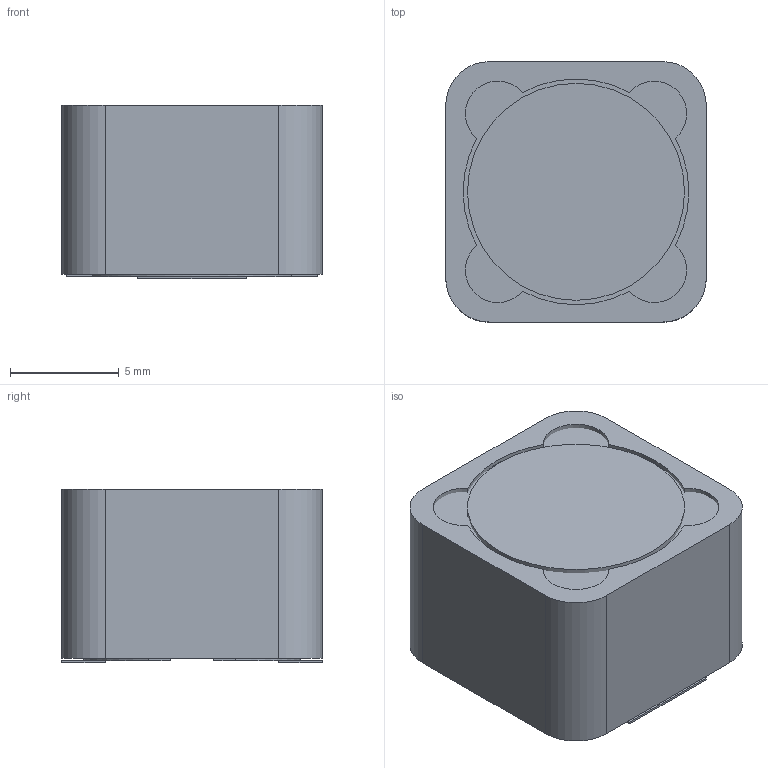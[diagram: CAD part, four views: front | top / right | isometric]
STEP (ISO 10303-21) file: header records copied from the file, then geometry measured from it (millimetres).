
FILE_DESCRIPTION(('FreeCAD Model'),'2;1');
FILE_NAME('COIL SFCB1280T.step', '2018-09-01T20:29:47',(''),(''),'Open CASCADE STEP processor 6.8', 'FreeCAD','Unknown');
FILE_SCHEMA(('AUTOMOTIVE_DESIGN_CC2 { 1 2 10303 214 -1 1 5 4 }'));
Length unit declared in the file: millimetre
Products named in the file (4): ASSEMBLY; Fusion003; Fusion002; Cube005
Assembly tree (3 placements, depth 2):
  ASSEMBLY
    Fusion003
    Fusion002
    Cube005
Bounding box: 12 x 12 x 8 mm (x, y, z)
Surface area: 1830.2 mm2
Topology: 5 solids, 5 shells, 70 faces, 160 edges, 100 vertices
Faces by surface type: plane 52, cylinder 18
Full cylindrical faces by diameter (mm): 10 x1
Entity records: 4131 total; most frequent: CARTESIAN_POINT 702, DIRECTION 648, LINE 352, VECTOR 352, ORIENTED_EDGE 320, PCURVE 320, DEFINITIONAL_REPRESENTATION 320, EDGE_CURVE 160
